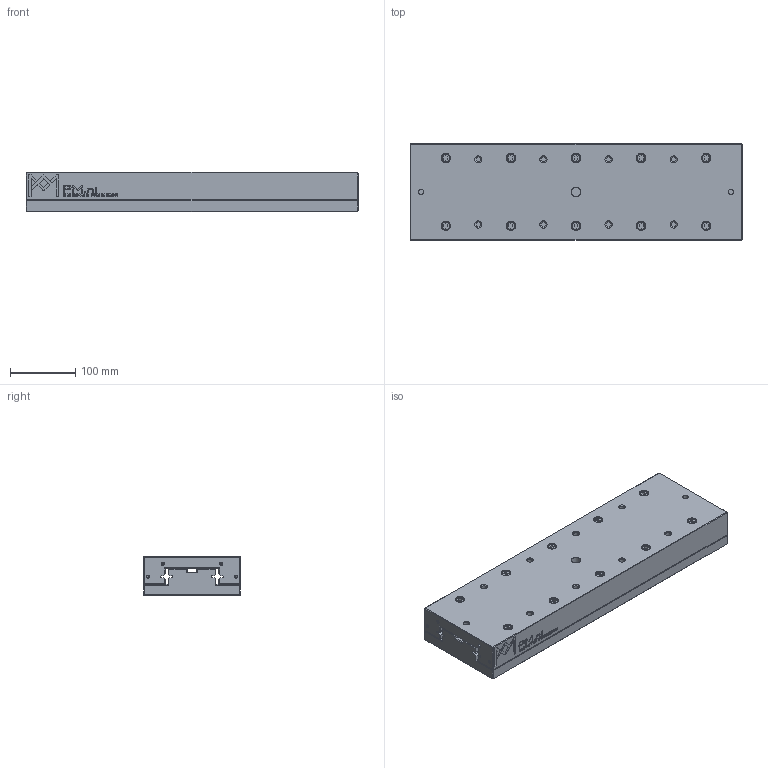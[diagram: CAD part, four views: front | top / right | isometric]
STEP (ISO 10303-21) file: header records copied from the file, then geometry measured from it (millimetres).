
FILE_DESCRIPTION(/* description */ (''),/* implementation_level */ '2;1');
FILE_NAME(/* name */ 'RTA-9500_stp_stp.stp',/* time_stamp */ '2024-09-19T13:33:34+02:00',/* author */ (''),/* organization */ (''),/* preprocessor_version */ 'ST-DEVELOPER v16.7',/* originating_system */ 'SIEMENS PLM Software NX 12.0',/* authorisation */ '');
FILE_SCHEMA (('AUTOMOTIVE_DESIGN { 1 0 10303 214 3 1 1 1 }'));
Length unit declared in the file: millimetre
Products named in the file (1): RTA-9500_stp_stp
Bounding box: 510 x 148.4 x 60 mm (x, y, z)
Volume: 4275221.7 mm3; surface area: 474238 mm2
Topology: 2 solids, 2 shells, 1117 faces, 2741 edges, 1778 vertices
Faces by surface type: plane 766, bspline 180, cone 91, cylinder 80
Full cylindrical faces by diameter (mm): 4 x8, 8 x15, 9 x6, 13 x20, 14 x25
Entity records: 36451 total; most frequent: CARTESIAN_POINT 7914, ORIENTED_EDGE 5106, DIRECTION 4312, EDGE_CURVE 2553, LINE 1950, VECTOR 1950, VERTEX_POINT 1759, EDGE_LOOP 1442
